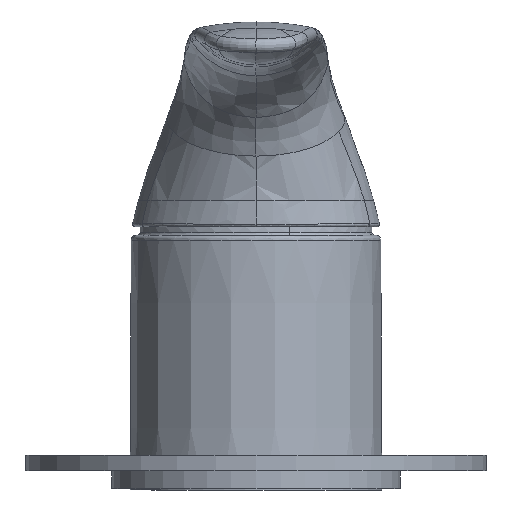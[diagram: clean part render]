
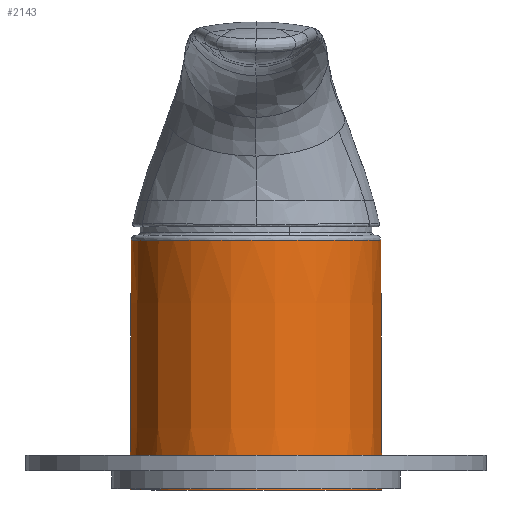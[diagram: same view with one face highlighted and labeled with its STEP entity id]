
A CAD part, front view. The second image highlights one B-rep face of the part: STEP entity #2143.
In plain terms, the highlighted conical face has half-angle 0.229 degrees and reference radius 24.599 mm.
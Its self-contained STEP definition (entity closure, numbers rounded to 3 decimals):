
#258 = CARTESIAN_POINT ( 'NONE',  ( 0., 1.829, -3.769 ) ) ;
#541 = EDGE_CURVE ( 'NONE', #8125, #8125, #1017, .T. ) ;
#791 = CARTESIAN_POINT ( 'NONE',  ( 0., 1.829, -3.769 ) ) ;
#846 = CARTESIAN_POINT ( 'NONE',  ( -11.7, 23.245, 45.034 ) ) ;
#926 = DIRECTION ( 'NONE',  ( 0., 1., 0. ) ) ;
#1017 = CIRCLE ( 'NONE', #6065, 24.404 ) ;
#1100 = ORIENTED_EDGE ( 'NONE', *, *, #4982, .T. ) ;
#1196 = AXIS2_PLACEMENT_3D ( 'NONE', #791, #6069, #5468 ) ;
#2143 = ADVANCED_FACE ( 'NONE', ( #5172, #6833 ), #5469, .T. ) ;
#2395 = CARTESIAN_POINT ( 'NONE',  ( 0., 26.428, -3.769 ) ) ;
#4124 = ORIENTED_EDGE ( 'NONE', *, *, #541, .T. ) ;
#4910 = DIRECTION ( 'NONE',  ( 0., 0., 1. ) ) ;
#4982 = EDGE_CURVE ( 'NONE', #7582, #7582, #5961, .T. ) ;
#5172 = FACE_BOUND ( 'NONE', #6569, .T. ) ;
#5468 = DIRECTION ( 'NONE',  ( 0., -1., 0. ) ) ;
#5469 = CONICAL_SURFACE ( 'NONE', #1196, 24.599, 0.004 ) ;
#5961 = CIRCLE ( 'NONE', #6761, 24.599 ) ;
#6065 = AXIS2_PLACEMENT_3D ( 'NONE', #6588, #6582, #6556 ) ;
#6069 = DIRECTION ( 'NONE',  ( 0., 0., -1. ) ) ;
#6285 = EDGE_LOOP ( 'NONE', ( #1100 ) ) ;
#6556 = DIRECTION ( 'NONE',  ( -0.479, 0.878, 0. ) ) ;
#6569 = EDGE_LOOP ( 'NONE', ( #4124 ) ) ;
#6582 = DIRECTION ( 'NONE',  ( 0., 0., -1. ) ) ;
#6588 = CARTESIAN_POINT ( 'NONE',  ( 0., 1.829, 45.034 ) ) ;
#6761 = AXIS2_PLACEMENT_3D ( 'NONE', #258, #4910, #926 ) ;
#6833 = FACE_OUTER_BOUND ( 'NONE', #6285, .T. ) ;
#7582 = VERTEX_POINT ( 'NONE', #2395 ) ;
#8125 = VERTEX_POINT ( 'NONE', #846 ) ;
